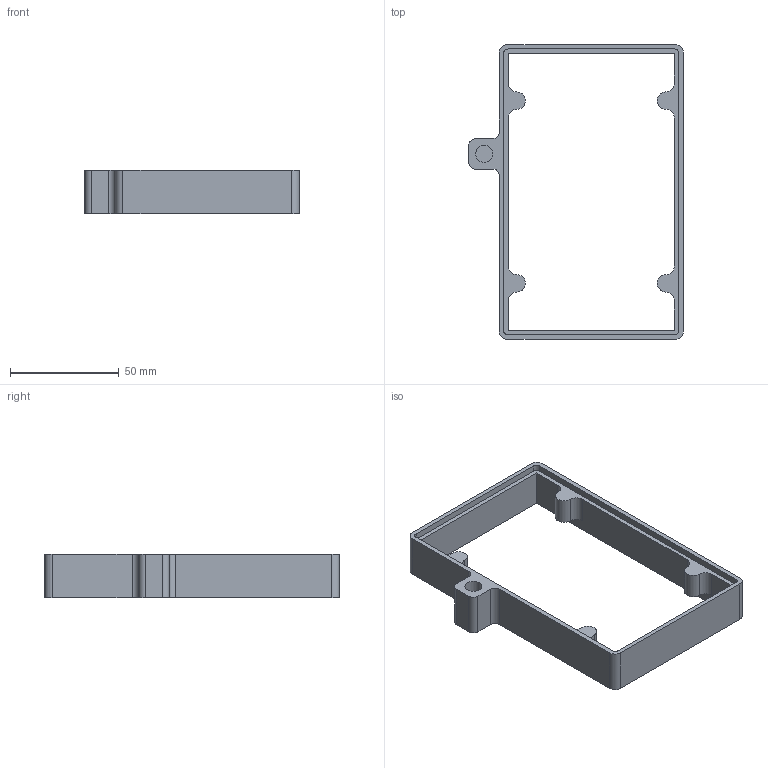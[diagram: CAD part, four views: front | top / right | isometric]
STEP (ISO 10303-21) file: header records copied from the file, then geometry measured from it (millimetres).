
FILE_DESCRIPTION(/* description */ (''),/* implementation_level */ '2;1');
FILE_NAME(/* name */ '9802e565-d418-4332-8972-1cc35ffce219.stp',/* time_stamp */ '2023-09-12T22:15:23Z',/* author */ (''),/* organization */ (''),/* preprocessor_version */ 'ST-DEVELOPER v20',/* originating_system */ 'Autodesk Translation Framework v12.14.0.127',/* authorisation */ '');
FILE_SCHEMA (('AUTOMOTIVE_DESIGN { 1 0 10303 214 3 1 1 }'));
Length unit declared in the file: millimetre
Products named in the file (1): ThermalQR - main housing
Bounding box: 98.5 x 135.5 x 20 mm (x, y, z)
Volume: 36724.6 mm3; surface area: 22939.1 mm2
Topology: 1 solids, 1 shells, 61 faces, 159 edges, 106 vertices
Faces by surface type: plane 32, cylinder 29
Full cylindrical faces by diameter (mm): 2.7 x4, 7.9 x1
Entity records: 1932 total; most frequent: DIRECTION 341, CARTESIAN_POINT 327, ORIENTED_EDGE 318, EDGE_CURVE 159, AXIS2_PLACEMENT_3D 120, VERTEX_POINT 106, LINE 101, VECTOR 101
